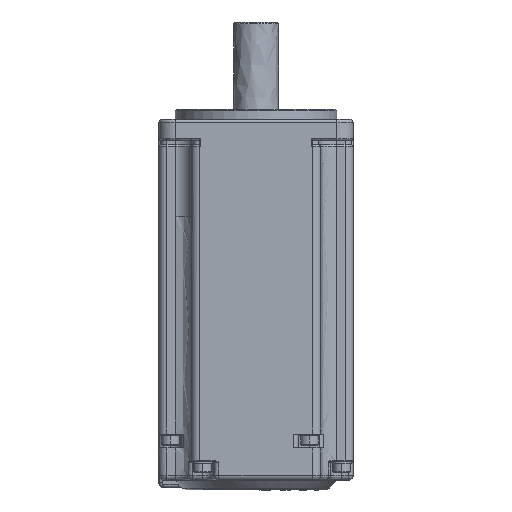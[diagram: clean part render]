
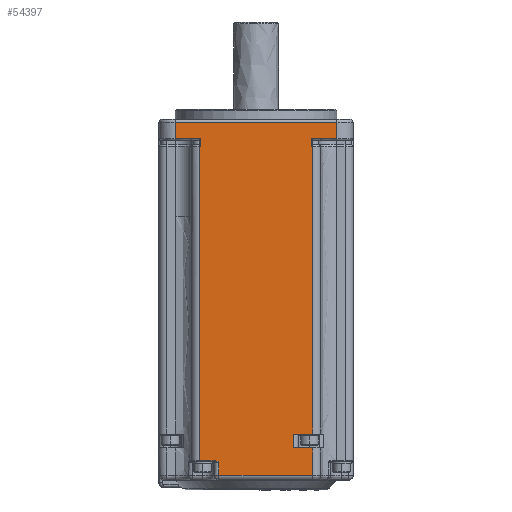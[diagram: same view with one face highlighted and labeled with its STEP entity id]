
A CAD part, front view. The second image highlights one B-rep face of the part: STEP entity #54397.
In plain terms, the highlighted free-form (B-spline) face has degree [1, 1] with [2, 2] control points.
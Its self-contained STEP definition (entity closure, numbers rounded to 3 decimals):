
#27223=CARTESIAN_POINT('',(17.5,-30.,-83.1));
#27224=VERTEX_POINT('',#27223);
#27250=CARTESIAN_POINT('',(-11.5,-30.,-83.1));
#27251=VERTEX_POINT('',#27250);
#27252=CARTESIAN_POINT('',(-11.5,-30.,-83.1));
#27253=CARTESIAN_POINT('',(17.5,-30.,-83.1));
#27254=B_SPLINE_CURVE_WITH_KNOTS('',1,(#27252,#27253),.POLYLINE_FORM.,.F.,.U.,(2,2),(0.,1.),.UNSPECIFIED.);
#27255=EDGE_CURVE('',#27251,#27224,#27254,.T.);
#28093=CARTESIAN_POINT('',(-17.5,-30.,-78.6));
#28094=VERTEX_POINT('',#28093);
#28110=CARTESIAN_POINT('',(-12.597,-30.,-78.6));
#28111=VERTEX_POINT('',#28110);
#28118=CARTESIAN_POINT('',(-17.5,-30.,-78.6));
#28119=CARTESIAN_POINT('',(-12.597,-30.,-78.6));
#28120=B_SPLINE_CURVE_WITH_KNOTS('',1,(#28118,#28119),.POLYLINE_FORM.,.F.,.U.,(2,2),(0.,1.),.UNSPECIFIED.);
#28121=EDGE_CURVE('',#28094,#28111,#28120,.T.);
#28314=CARTESIAN_POINT('',(-11.5,-30.,-78.8));
#28315=VERTEX_POINT('',#28314);
#28325=CARTESIAN_POINT('',(-12.597,-30.,-78.6));
#28326=CARTESIAN_POINT('',(-12.364,-30.,-78.6));
#28327=CARTESIAN_POINT('',(-11.542,-30.,-78.75));
#28328=CARTESIAN_POINT('',(-11.5,-30.,-78.8));
#28329=B_SPLINE_CURVE_WITH_KNOTS('',3,(#28325,#28326,#28327,#28328),.UNSPECIFIED.,.F.,.U.,(4,4),(0.,1.),.UNSPECIFIED.);
#28330=EDGE_CURVE('',#28111,#28315,#28329,.T.);
#28363=CARTESIAN_POINT('',(-11.5,-30.,-78.8));
#28364=CARTESIAN_POINT('',(-11.5,-30.,-83.1));
#28365=B_SPLINE_CURVE_WITH_KNOTS('',1,(#28363,#28364),.POLYLINE_FORM.,.F.,.U.,(2,2),(0.,1.),.UNSPECIFIED.);
#28366=EDGE_CURVE('',#28315,#27251,#28365,.T.);
#28380=CARTESIAN_POINT('',(17.5,-30.,-74.6));
#28381=VERTEX_POINT('',#28380);
#28388=CARTESIAN_POINT('',(17.5,-30.,-83.1));
#28389=CARTESIAN_POINT('',(17.5,-30.,-74.6));
#28390=B_SPLINE_CURVE_WITH_KNOTS('',1,(#28388,#28389),.POLYLINE_FORM.,.F.,.U.,(2,2),(0.,1.),.UNSPECIFIED.);
#28391=EDGE_CURVE('',#27224,#28381,#28390,.T.);
#28439=CARTESIAN_POINT('',(11.5,-30.,-74.6));
#28440=VERTEX_POINT('',#28439);
#28447=CARTESIAN_POINT('',(17.5,-30.,-74.6));
#28448=CARTESIAN_POINT('',(11.5,-30.,-74.6));
#28449=B_SPLINE_CURVE_WITH_KNOTS('',1,(#28447,#28448),.POLYLINE_FORM.,.F.,.U.,(2,2),(0.,1.),.UNSPECIFIED.);
#28450=EDGE_CURVE('',#28381,#28440,#28449,.T.);
#28483=CARTESIAN_POINT('',(11.5,-30.,-70.3));
#28484=VERTEX_POINT('',#28483);
#28491=CARTESIAN_POINT('',(11.5,-30.,-74.6));
#28492=CARTESIAN_POINT('',(11.5,-30.,-70.3));
#28493=B_SPLINE_CURVE_WITH_KNOTS('',1,(#28491,#28492),.POLYLINE_FORM.,.F.,.U.,(2,2),(0.,1.),.UNSPECIFIED.);
#28494=EDGE_CURVE('',#28440,#28484,#28493,.T.);
#28514=CARTESIAN_POINT('',(17.5,-30.,-70.3));
#28515=VERTEX_POINT('',#28514);
#28522=CARTESIAN_POINT('',(11.5,-30.,-70.3));
#28523=CARTESIAN_POINT('',(17.5,-30.,-70.3));
#28524=B_SPLINE_CURVE_WITH_KNOTS('',1,(#28522,#28523),.POLYLINE_FORM.,.F.,.U.,(2,2),(0.,0.171),.UNSPECIFIED.);
#28525=EDGE_CURVE('',#28484,#28515,#28524,.T.);
#52479=CARTESIAN_POINT('',(-17.5,-30.,18.5));
#52480=VERTEX_POINT('',#52479);
#52481=CARTESIAN_POINT('',(-17.5,-30.,-78.6));
#52482=CARTESIAN_POINT('',(-17.5,-30.,18.5));
#52483=B_SPLINE_CURVE_WITH_KNOTS('',1,(#52481,#52482),.POLYLINE_FORM.,.F.,.U.,(2,2),(0.,1.),.UNSPECIFIED.);
#52484=EDGE_CURVE('',#28094,#52480,#52483,.T.);
#52511=CARTESIAN_POINT('',(17.5,-30.,18.5));
#52512=VERTEX_POINT('',#52511);
#52519=CARTESIAN_POINT('',(17.5,-30.,-70.3));
#52520=CARTESIAN_POINT('',(17.5,-30.,18.5));
#52521=B_SPLINE_CURVE_WITH_KNOTS('',1,(#52519,#52520),.POLYLINE_FORM.,.F.,.U.,(2,2),(0.,1.),.UNSPECIFIED.);
#52522=EDGE_CURVE('',#28515,#52512,#52521,.T.);
#53391=CARTESIAN_POINT('',(-25.,-30.,21.));
#53392=VERTEX_POINT('',#53391);
#53399=CARTESIAN_POINT('',(-25.,-30.,26.));
#53400=VERTEX_POINT('',#53399);
#53401=CARTESIAN_POINT('',(-25.,-30.,21.));
#53402=CARTESIAN_POINT('',(-25.,-30.,26.));
#53403=B_SPLINE_CURVE_WITH_KNOTS('',1,(#53401,#53402),.POLYLINE_FORM.,.F.,.U.,(2,2),(0.,1.),.UNSPECIFIED.);
#53404=EDGE_CURVE('',#53392,#53400,#53403,.T.);
#54327=CARTESIAN_POINT('',(-58.,-30.,26.));
#54328=CARTESIAN_POINT('',(58.,-30.,26.));
#54329=CARTESIAN_POINT('',(-58.,-30.,-83.1));
#54330=CARTESIAN_POINT('',(58.,-30.,-83.1));
#54331=B_SPLINE_SURFACE_WITH_KNOTS('',1,1,((#54327,#54328),(#54329,#54330)),.PLANE_SURF.,.F.,.F.,.U.,(2,2),(2,2),(0.,1.),(0.,1.),.UNSPECIFIED.);
#54332=CARTESIAN_POINT('',(17.,-30.,18.5));
#54333=VERTEX_POINT('',#54332);
#54334=CARTESIAN_POINT('',(17.5,-30.,18.5));
#54335=CARTESIAN_POINT('',(17.,-30.,18.5));
#54336=B_SPLINE_CURVE_WITH_KNOTS('',1,(#54334,#54335),.POLYLINE_FORM.,.F.,.U.,(2,2),(0.,1.),.UNSPECIFIED.);
#54337=EDGE_CURVE('',#52512,#54333,#54336,.T.);
#54338=ORIENTED_EDGE('',*,*,#54337,.T.);
#54339=CARTESIAN_POINT('',(17.,-30.,21.));
#54340=VERTEX_POINT('',#54339);
#54341=CARTESIAN_POINT('',(17.,-30.,18.5));
#54342=CARTESIAN_POINT('',(17.,-30.,21.));
#54343=B_SPLINE_CURVE_WITH_KNOTS('',1,(#54341,#54342),.POLYLINE_FORM.,.F.,.U.,(2,2),(0.,1.),.UNSPECIFIED.);
#54344=EDGE_CURVE('',#54333,#54340,#54343,.T.);
#54345=ORIENTED_EDGE('',*,*,#54344,.T.);
#54346=CARTESIAN_POINT('',(25.,-30.,21.));
#54347=VERTEX_POINT('',#54346);
#54348=CARTESIAN_POINT('',(17.,-30.,21.));
#54349=CARTESIAN_POINT('',(25.,-30.,21.));
#54350=B_SPLINE_CURVE_WITH_KNOTS('',1,(#54348,#54349),.POLYLINE_FORM.,.F.,.U.,(2,2),(0.,1.),.UNSPECIFIED.);
#54351=EDGE_CURVE('',#54340,#54347,#54350,.T.);
#54352=ORIENTED_EDGE('',*,*,#54351,.T.);
#54353=CARTESIAN_POINT('',(25.,-30.,26.));
#54354=VERTEX_POINT('',#54353);
#54355=CARTESIAN_POINT('',(25.,-30.,21.));
#54356=CARTESIAN_POINT('',(25.,-30.,26.));
#54357=B_SPLINE_CURVE_WITH_KNOTS('',1,(#54355,#54356),.POLYLINE_FORM.,.F.,.U.,(2,2),(0.,1.),.UNSPECIFIED.);
#54358=EDGE_CURVE('',#54347,#54354,#54357,.T.);
#54359=ORIENTED_EDGE('',*,*,#54358,.T.);
#54360=CARTESIAN_POINT('',(25.,-30.,26.));
#54361=CARTESIAN_POINT('',(-25.,-30.,26.));
#54362=B_SPLINE_CURVE_WITH_KNOTS('',1,(#54360,#54361),.POLYLINE_FORM.,.F.,.U.,(2,2),(0.,1.),.UNSPECIFIED.);
#54363=EDGE_CURVE('',#54354,#53400,#54362,.T.);
#54364=ORIENTED_EDGE('',*,*,#54363,.T.);
#54365=ORIENTED_EDGE('',*,*,#53404,.F.);
#54366=CARTESIAN_POINT('',(-17.,-30.,21.));
#54367=VERTEX_POINT('',#54366);
#54368=CARTESIAN_POINT('',(-25.,-30.,21.));
#54369=CARTESIAN_POINT('',(-17.,-30.,21.));
#54370=B_SPLINE_CURVE_WITH_KNOTS('',1,(#54368,#54369),.POLYLINE_FORM.,.F.,.U.,(2,2),(0.,1.),.UNSPECIFIED.);
#54371=EDGE_CURVE('',#53392,#54367,#54370,.T.);
#54372=ORIENTED_EDGE('',*,*,#54371,.T.);
#54373=CARTESIAN_POINT('',(-17.,-30.,18.5));
#54374=VERTEX_POINT('',#54373);
#54375=CARTESIAN_POINT('',(-17.,-30.,21.));
#54376=CARTESIAN_POINT('',(-17.,-30.,18.5));
#54377=B_SPLINE_CURVE_WITH_KNOTS('',1,(#54375,#54376),.POLYLINE_FORM.,.F.,.U.,(2,2),(0.,1.),.UNSPECIFIED.);
#54378=EDGE_CURVE('',#54367,#54374,#54377,.T.);
#54379=ORIENTED_EDGE('',*,*,#54378,.T.);
#54380=CARTESIAN_POINT('',(-17.,-30.,18.5));
#54381=CARTESIAN_POINT('',(-17.5,-30.,18.5));
#54382=B_SPLINE_CURVE_WITH_KNOTS('',1,(#54380,#54381),.POLYLINE_FORM.,.F.,.U.,(2,2),(0.,1.),.UNSPECIFIED.);
#54383=EDGE_CURVE('',#54374,#52480,#54382,.T.);
#54384=ORIENTED_EDGE('',*,*,#54383,.T.);
#54385=ORIENTED_EDGE('',*,*,#52484,.F.);
#54386=ORIENTED_EDGE('',*,*,#28121,.T.);
#54387=ORIENTED_EDGE('',*,*,#28330,.T.);
#54388=ORIENTED_EDGE('',*,*,#28366,.T.);
#54389=ORIENTED_EDGE('',*,*,#27255,.T.);
#54390=ORIENTED_EDGE('',*,*,#28391,.T.);
#54391=ORIENTED_EDGE('',*,*,#28450,.T.);
#54392=ORIENTED_EDGE('',*,*,#28494,.T.);
#54393=ORIENTED_EDGE('',*,*,#28525,.T.);
#54394=ORIENTED_EDGE('',*,*,#52522,.T.);
#54395=EDGE_LOOP('',(#54338,#54345,#54352,#54359,#54364,#54365,#54372,#54379,#54384,#54385,#54386,#54387,#54388,#54389,#54390,#54391,#54392,#54393,#54394));
#54396=FACE_OUTER_BOUND('',#54395,.T.);
#54397=ADVANCED_FACE('',(#54396),#54331,.T.);
